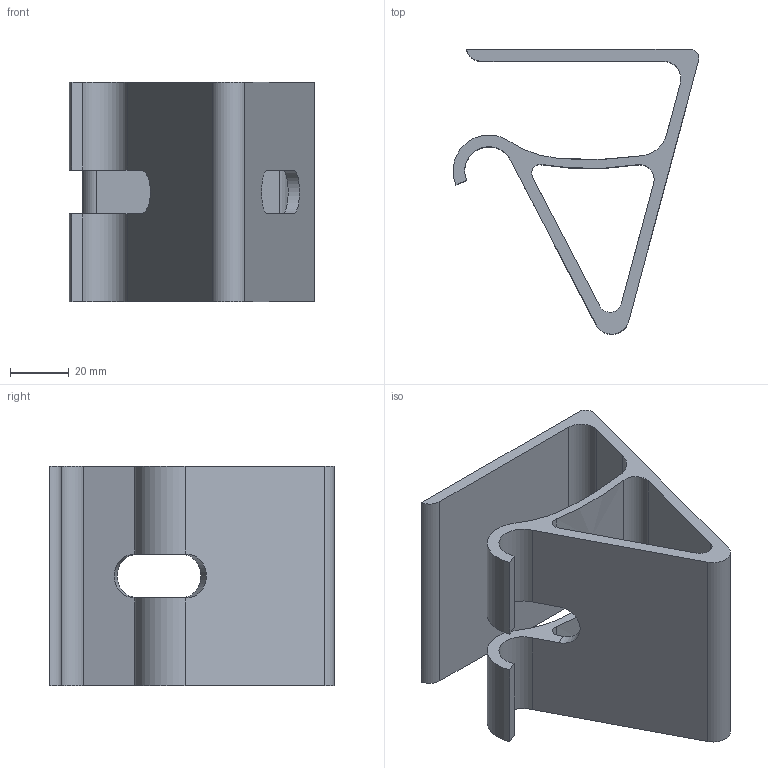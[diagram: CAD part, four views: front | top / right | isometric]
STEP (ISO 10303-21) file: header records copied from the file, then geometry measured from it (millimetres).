
FILE_DESCRIPTION(('STEP AP214'), '1');
FILE_NAME('ïîäñòàâêà ïîä òåëåôîí', '', ('UNSPECIFIED'), ('UNSPECIFIED'), 'C3D Converter', 'C3D Toolkit', '');
FILE_SCHEMA(('AUTOMOTIVE_DESIGN { 1 0 10303 214 3 1 1}'));
Length unit declared in the file: millimetre
Bounding box: 83.89 x 97.23 x 75 mm (x, y, z)
Volume: 89148.7 mm3; surface area: 46335.4 mm2
Topology: 1 solids, 1 shells, 37 faces, 114 edges, 76 vertices
Faces by surface type: cylinder 20, plane 13, extrusion 4
Entity records: 1336 total; most frequent: CARTESIAN_POINT 252, ORIENTED_EDGE 228, DIRECTION 218, EDGE_CURVE 114, VERTEX_POINT 76, AXIS2_PLACEMENT_3D 74, VECTOR 70, LINE 66
